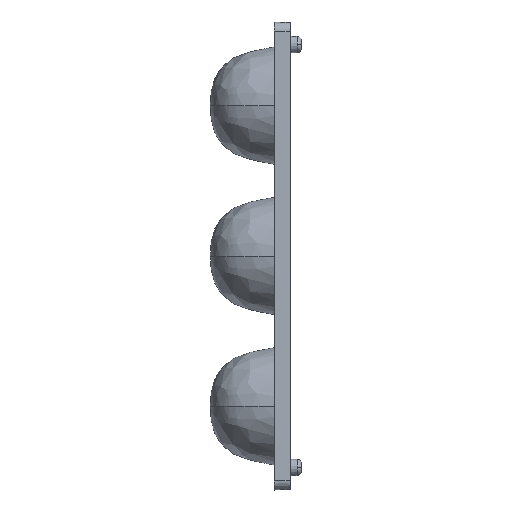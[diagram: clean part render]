
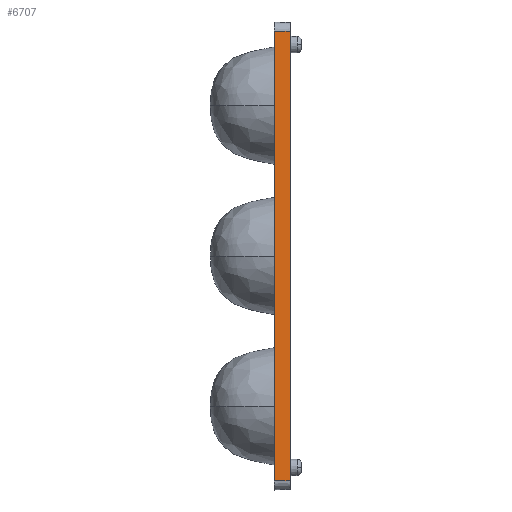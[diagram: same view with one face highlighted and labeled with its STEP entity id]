
A CAD part, left-side view. The second image highlights one B-rep face of the part: STEP entity #6707.
In plain terms, the highlighted planar face has unit normal (-0.999, -0.035, 0).
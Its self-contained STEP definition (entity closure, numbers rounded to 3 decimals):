
#54 = DIRECTION ( 'NONE',  ( -0.999, -0.035, 0. ) ) ;
#57 = DIRECTION ( 'NONE',  ( 0.035, -0.999, 0. ) ) ;
#125 = ORIENTED_EDGE ( 'NONE', *, *, #8666, .F. ) ;
#173 = ORIENTED_EDGE ( 'NONE', *, *, #4537, .T. ) ;
#231 = ORIENTED_EDGE ( 'NONE', *, *, #5018, .T. ) ;
#242 = ORIENTED_EDGE ( 'NONE', *, *, #5869, .T. ) ;
#761 = CARTESIAN_POINT ( 'NONE',  ( -24.9, 1.7, -26.783 ) ) ;
#3219 = AXIS2_PLACEMENT_3D ( 'NONE', #761, #54, #57 ) ;
#3285 = EDGE_LOOP ( 'NONE', ( #173, #125, #242, #231 ) ) ;
#3649 = PLANE ( 'NONE',  #3219 ) ;
#3680 = FACE_OUTER_BOUND ( 'NONE', #3285, .T. ) ;
#3744 = DIRECTION ( 'NONE',  ( 0., 0., 1. ) ) ;
#3747 = CARTESIAN_POINT ( 'NONE',  ( -24.841, 0., 0. ) ) ;
#3753 = LINE ( 'NONE', #3747, #5555 ) ;
#3781 = VERTEX_POINT ( 'NONE', #8357 ) ;
#4029 = VECTOR ( 'NONE', #9225, 1000. ) ;
#4280 = CARTESIAN_POINT ( 'NONE',  ( -24.841, 0., -23.9 ) ) ;
#4363 = DIRECTION ( 'NONE',  ( 0.035, -0.999, 0. ) ) ;
#4385 = CARTESIAN_POINT ( 'NONE',  ( -17450.305, 499000., 23.9 ) ) ;
#4464 = LINE ( 'NONE', #4385, #5067 ) ;
#4537 = EDGE_CURVE ( 'NONE', #6683, #8073, #3753, .T. ) ;
#5018 = EDGE_CURVE ( 'NONE', #3781, #6683, #5530, .T. ) ;
#5047 = VECTOR ( 'NONE', #6338, 1000. ) ;
#5067 = VECTOR ( 'NONE', #4363, 1000. ) ;
#5530 = LINE ( 'NONE', #6332, #5047 ) ;
#5555 = VECTOR ( 'NONE', #3744, 1000. ) ;
#5869 = EDGE_CURVE ( 'NONE', #9925, #3781, #8852, .T. ) ;
#6332 = CARTESIAN_POINT ( 'NONE',  ( -24.9, 1.7, -23.9 ) ) ;
#6338 = DIRECTION ( 'NONE',  ( 0.035, -0.999, 0. ) ) ;
#6683 = VERTEX_POINT ( 'NONE', #4280 ) ;
#6707 = ADVANCED_FACE ( 'NONE', ( #3680 ), #3649, .T. ) ;
#6969 = CARTESIAN_POINT ( 'NONE',  ( -24.9, 1.7, 23.9 ) ) ;
#8073 = VERTEX_POINT ( 'NONE', #9747 ) ;
#8357 = CARTESIAN_POINT ( 'NONE',  ( -24.9, 1.7, -23.9 ) ) ;
#8666 = EDGE_CURVE ( 'NONE', #9925, #8073, #4464, .T. ) ;
#8852 = LINE ( 'NONE', #9190, #4029 ) ;
#9190 = CARTESIAN_POINT ( 'NONE',  ( -24.9, 1.7, -26.783 ) ) ;
#9225 = DIRECTION ( 'NONE',  ( 0., 0., -1. ) ) ;
#9747 = CARTESIAN_POINT ( 'NONE',  ( -24.841, 0., 23.9 ) ) ;
#9925 = VERTEX_POINT ( 'NONE', #6969 ) ;
